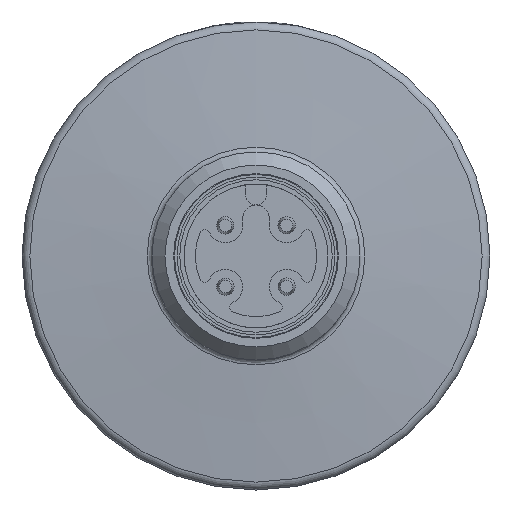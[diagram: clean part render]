
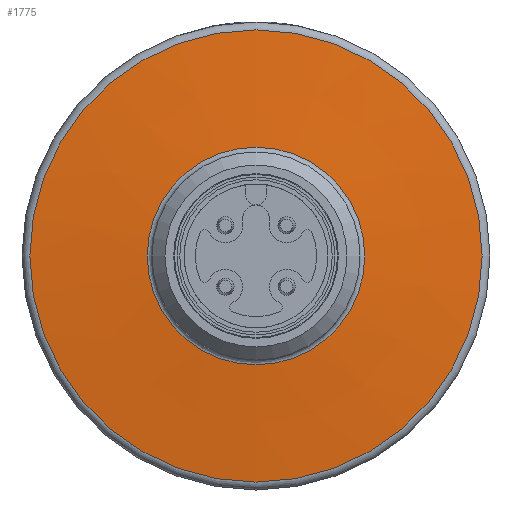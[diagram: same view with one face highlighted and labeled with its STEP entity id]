
A CAD part, front view. The second image highlights one B-rep face of the part: STEP entity #1775.
In plain terms, the highlighted conical face has half-angle 85 degrees and reference radius 6 mm.
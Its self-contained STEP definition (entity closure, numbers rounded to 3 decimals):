
#61=CONICAL_SURFACE('',#1877,6.,1.484);
#238=ORIENTED_EDGE('',*,*,#560,.T.);
#239=ORIENTED_EDGE('',*,*,#561,.T.);
#560=EDGE_CURVE('',#723,#723,#843,.T.);
#561=EDGE_CURVE('',#724,#724,#844,.T.);
#723=VERTEX_POINT('',#2499);
#724=VERTEX_POINT('',#2501);
#843=CIRCLE('',#1878,6.274);
#844=CIRCLE('',#1879,13.044);
#929=EDGE_LOOP('',(#238));
#930=EDGE_LOOP('',(#239));
#1052=FACE_BOUND('',#929,.T.);
#1053=FACE_BOUND('',#930,.T.);
#1775=ADVANCED_FACE('',(#1052,#1053),#61,.T.);
#1877=AXIS2_PLACEMENT_3D('',#2497,#2079,#2080);
#1878=AXIS2_PLACEMENT_3D('',#2498,#2081,#2082);
#1879=AXIS2_PLACEMENT_3D('',#2500,#2083,#2084);
#2079=DIRECTION('',(0.,1.,0.));
#2080=DIRECTION('',(0.,0.,-1.));
#2081=DIRECTION('',(0.,1.,0.));
#2082=DIRECTION('',(0.,0.,-1.));
#2083=DIRECTION('',(0.,-1.,0.));
#2084=DIRECTION('',(0.,0.,1.));
#2497=CARTESIAN_POINT('',(-0.018,-5.5,0.032));
#2498=CARTESIAN_POINT('',(-0.018,-5.476,0.032));
#2499=CARTESIAN_POINT('',(-0.018,-5.476,-6.242));
#2500=CARTESIAN_POINT('',(-0.018,-4.884,0.032));
#2501=CARTESIAN_POINT('',(-0.018,-4.884,13.076));
